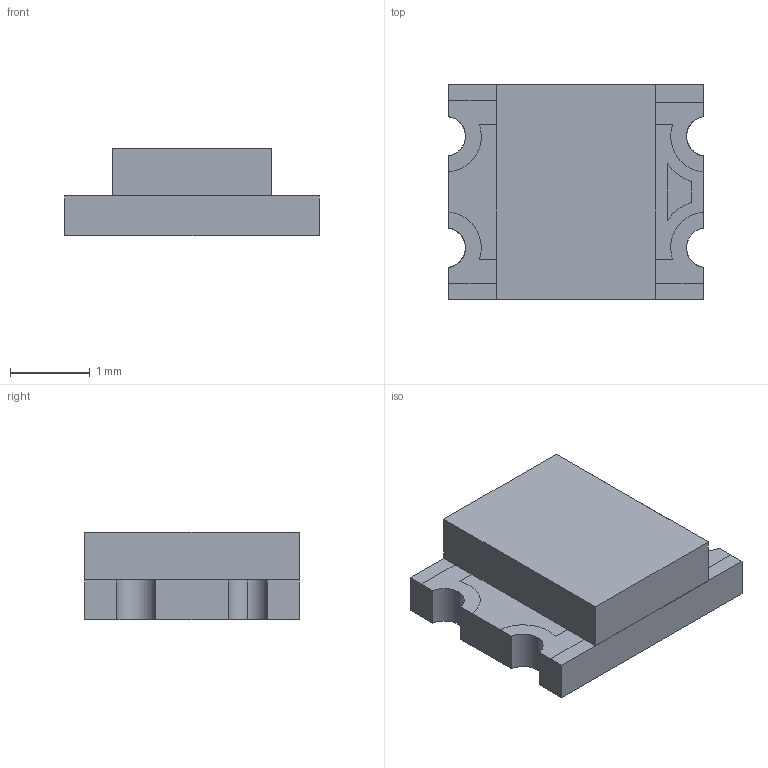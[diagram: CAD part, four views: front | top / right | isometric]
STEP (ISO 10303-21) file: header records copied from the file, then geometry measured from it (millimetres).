
FILE_DESCRIPTION (( 'STEP AP214' ), '1' );
FILE_NAME ('APS3227.STEP', '2016-09-21T19:01:12', ( 'admin' ), ( '' ), 'SwSTEP 2.0', 'SolidWorks 2012', '' );
FILE_SCHEMA (( 'AUTOMOTIVE_DESIGN' ));
Length unit declared in the file: millimetre
Products named in the file (1): APS3227
Bounding box: 3.2 x 2.7 x 1.1 mm (x, y, z)
Surface area: 47.4 mm2 (no closed solid volume)
Topology: 0 solids, 13 shells, 35 faces, 140 edges, 120 vertices
Faces by surface type: plane 23, cylinder 12
Entity records: 1639 total; most frequent: CARTESIAN_POINT 458, DIRECTION 222, ORIENTED_EDGE 196, EDGE_CURVE 140, VERTEX_POINT 120, VECTOR 102, LINE 102, AXIS2_PLACEMENT_3D 60
